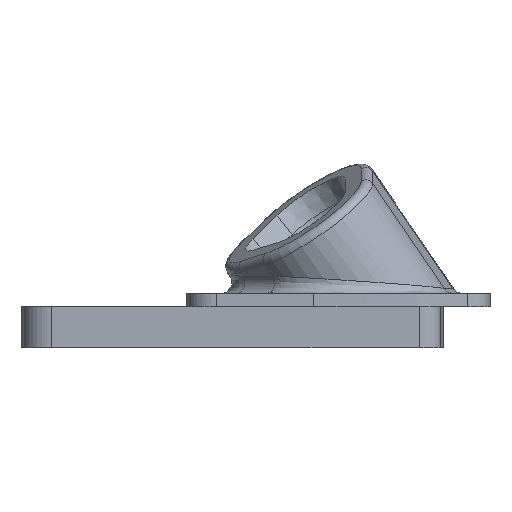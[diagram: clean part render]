
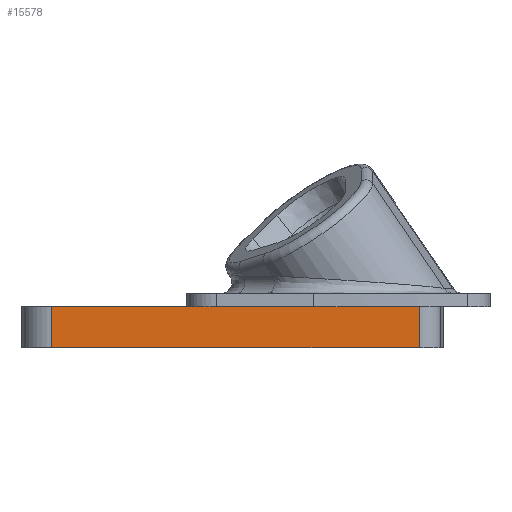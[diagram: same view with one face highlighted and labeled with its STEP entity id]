
A CAD part, left-side view. The second image highlights one B-rep face of the part: STEP entity #15578.
In plain terms, the highlighted planar face has unit normal (-1, 0, 0).
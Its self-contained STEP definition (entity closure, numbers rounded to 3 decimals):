
#6749 = PLANE('',#6750);
#6750 = AXIS2_PLACEMENT_3D('',#6751,#6752,#6753);
#6751 = CARTESIAN_POINT('',(0.,0.,-1.6));
#6752 = DIRECTION('',(0.,0.,1.));
#6753 = DIRECTION('',(1.,0.,0.));
#7212 = VERTEX_POINT('',#7213);
#7213 = CARTESIAN_POINT('',(-72.8,18.4,-1.6));
#7227 = PLANE('',#7228);
#7228 = AXIS2_PLACEMENT_3D('',#7229,#7230,#7231);
#7229 = CARTESIAN_POINT('',(0.,12.8,-1.6));
#7230 = DIRECTION('',(0.,0.,-1.));
#7231 = DIRECTION('',(-1.,0.,0.));
#12049 = EDGE_CURVE('',#7212,#12050,#12052,.T.);
#12050 = VERTEX_POINT('',#12051);
#12051 = CARTESIAN_POINT('',(-72.8,-9.8,-1.6));
#12052 = SURFACE_CURVE('',#12053,(#12057,#12064),.PCURVE_S1.);
#12053 = LINE('',#12054,#12055);
#12054 = CARTESIAN_POINT('',(-72.8,-4.9,-1.6));
#12055 = VECTOR('',#12056,1.);
#12056 = DIRECTION('',(0.,-1.,0.));
#12057 = PCURVE('',#6749,#12058);
#12058 = DEFINITIONAL_REPRESENTATION('',(#12059),#12063);
#12059 = LINE('',#12060,#12061);
#12060 = CARTESIAN_POINT('',(-72.8,-4.9));
#12061 = VECTOR('',#12062,1.);
#12062 = DIRECTION('',(0.,-1.));
#12063 = ( GEOMETRIC_REPRESENTATION_CONTEXT(2) 
PARAMETRIC_REPRESENTATION_CONTEXT() REPRESENTATION_CONTEXT('2D SPACE',''
  ) );
#12064 = PCURVE('',#12065,#12070);
#12065 = PLANE('',#12066);
#12066 = AXIS2_PLACEMENT_3D('',#12067,#12068,#12069);
#12067 = CARTESIAN_POINT('',(-72.8,-9.8,-1.6));
#12068 = DIRECTION('',(-1.,0.,0.));
#12069 = DIRECTION('',(0.,1.,0.));
#12070 = DEFINITIONAL_REPRESENTATION('',(#12071),#12075);
#12071 = LINE('',#12072,#12073);
#12072 = CARTESIAN_POINT('',(4.9,0.));
#12073 = VECTOR('',#12074,1.);
#12074 = DIRECTION('',(-1.,0.));
#12075 = ( GEOMETRIC_REPRESENTATION_CONTEXT(2) 
PARAMETRIC_REPRESENTATION_CONTEXT() REPRESENTATION_CONTEXT('2D SPACE',''
  ) );
#12094 = CYLINDRICAL_SURFACE('',#12095,2.6);
#12095 = AXIS2_PLACEMENT_3D('',#12096,#12097,#12098);
#12096 = CARTESIAN_POINT('',(-70.2,-9.8,-1.6));
#12097 = DIRECTION('',(0.,0.,-1.));
#12098 = DIRECTION('',(0.,-1.,0.));
#12620 = VERTEX_POINT('',#12621);
#12621 = CARTESIAN_POINT('',(-72.8,34.8,-1.6));
#12636 = CYLINDRICAL_SURFACE('',#12637,3.6);
#12637 = AXIS2_PLACEMENT_3D('',#12638,#12639,#12640);
#12638 = CARTESIAN_POINT('',(-69.2,34.8,-1.6));
#12639 = DIRECTION('',(0.,0.,-1.));
#12640 = DIRECTION('',(-1.,0.,0.));
#12648 = EDGE_CURVE('',#7212,#12620,#12649,.T.);
#12649 = SURFACE_CURVE('',#12650,(#12654,#12661),.PCURVE_S1.);
#12650 = LINE('',#12651,#12652);
#12651 = CARTESIAN_POINT('',(-72.8,-9.8,-1.6));
#12652 = VECTOR('',#12653,1.);
#12653 = DIRECTION('',(0.,1.,0.));
#12654 = PCURVE('',#7227,#12655);
#12655 = DEFINITIONAL_REPRESENTATION('',(#12656),#12660);
#12656 = LINE('',#12657,#12658);
#12657 = CARTESIAN_POINT('',(72.8,-22.6));
#12658 = VECTOR('',#12659,1.);
#12659 = DIRECTION('',(0.,1.));
#12660 = ( GEOMETRIC_REPRESENTATION_CONTEXT(2) 
PARAMETRIC_REPRESENTATION_CONTEXT() REPRESENTATION_CONTEXT('2D SPACE',''
  ) );
#12661 = PCURVE('',#12065,#12662);
#12662 = DEFINITIONAL_REPRESENTATION('',(#12663),#12667);
#12663 = LINE('',#12664,#12665);
#12664 = CARTESIAN_POINT('',(0.,0.));
#12665 = VECTOR('',#12666,1.);
#12666 = DIRECTION('',(1.,0.));
#12667 = ( GEOMETRIC_REPRESENTATION_CONTEXT(2) 
PARAMETRIC_REPRESENTATION_CONTEXT() REPRESENTATION_CONTEXT('2D SPACE',''
  ) );
#15578 = ADVANCED_FACE('',(#15579),#12065,.T.);
#15579 = FACE_BOUND('',#15580,.T.);
#15580 = EDGE_LOOP('',(#15581,#15582,#15583,#15606,#15634));
#15581 = ORIENTED_EDGE('',*,*,#12049,.F.);
#15582 = ORIENTED_EDGE('',*,*,#12648,.T.);
#15583 = ORIENTED_EDGE('',*,*,#15584,.T.);
#15584 = EDGE_CURVE('',#12620,#15585,#15587,.T.);
#15585 = VERTEX_POINT('',#15586);
#15586 = CARTESIAN_POINT('',(-72.8,34.8,-6.6));
#15587 = SURFACE_CURVE('',#15588,(#15592,#15599),.PCURVE_S1.);
#15588 = LINE('',#15589,#15590);
#15589 = CARTESIAN_POINT('',(-72.8,34.8,-1.6));
#15590 = VECTOR('',#15591,1.);
#15591 = DIRECTION('',(0.,0.,-1.));
#15592 = PCURVE('',#12065,#15593);
#15593 = DEFINITIONAL_REPRESENTATION('',(#15594),#15598);
#15594 = LINE('',#15595,#15596);
#15595 = CARTESIAN_POINT('',(44.6,0.));
#15596 = VECTOR('',#15597,1.);
#15597 = DIRECTION('',(0.,1.));
#15598 = ( GEOMETRIC_REPRESENTATION_CONTEXT(2) 
PARAMETRIC_REPRESENTATION_CONTEXT() REPRESENTATION_CONTEXT('2D SPACE',''
  ) );
#15599 = PCURVE('',#12636,#15600);
#15600 = DEFINITIONAL_REPRESENTATION('',(#15601),#15605);
#15601 = LINE('',#15602,#15603);
#15602 = CARTESIAN_POINT('',(0.,0.));
#15603 = VECTOR('',#15604,1.);
#15604 = DIRECTION('',(0.,1.));
#15605 = ( GEOMETRIC_REPRESENTATION_CONTEXT(2) 
PARAMETRIC_REPRESENTATION_CONTEXT() REPRESENTATION_CONTEXT('2D SPACE',''
  ) );
#15606 = ORIENTED_EDGE('',*,*,#15607,.F.);
#15607 = EDGE_CURVE('',#15608,#15585,#15610,.T.);
#15608 = VERTEX_POINT('',#15609);
#15609 = CARTESIAN_POINT('',(-72.8,-9.8,-6.6));
#15610 = SURFACE_CURVE('',#15611,(#15615,#15622),.PCURVE_S1.);
#15611 = LINE('',#15612,#15613);
#15612 = CARTESIAN_POINT('',(-72.8,-9.8,-6.6));
#15613 = VECTOR('',#15614,1.);
#15614 = DIRECTION('',(0.,1.,0.));
#15615 = PCURVE('',#12065,#15616);
#15616 = DEFINITIONAL_REPRESENTATION('',(#15617),#15621);
#15617 = LINE('',#15618,#15619);
#15618 = CARTESIAN_POINT('',(0.,5.));
#15619 = VECTOR('',#15620,1.);
#15620 = DIRECTION('',(1.,0.));
#15621 = ( GEOMETRIC_REPRESENTATION_CONTEXT(2) 
PARAMETRIC_REPRESENTATION_CONTEXT() REPRESENTATION_CONTEXT('2D SPACE',''
  ) );
#15622 = PCURVE('',#15623,#15628);
#15623 = PLANE('',#15624);
#15624 = AXIS2_PLACEMENT_3D('',#15625,#15626,#15627);
#15625 = CARTESIAN_POINT('',(0.,12.8,-6.6));
#15626 = DIRECTION('',(0.,0.,-1.));
#15627 = DIRECTION('',(-1.,0.,0.));
#15628 = DEFINITIONAL_REPRESENTATION('',(#15629),#15633);
#15629 = LINE('',#15630,#15631);
#15630 = CARTESIAN_POINT('',(72.8,-22.6));
#15631 = VECTOR('',#15632,1.);
#15632 = DIRECTION('',(0.,1.));
#15633 = ( GEOMETRIC_REPRESENTATION_CONTEXT(2) 
PARAMETRIC_REPRESENTATION_CONTEXT() REPRESENTATION_CONTEXT('2D SPACE',''
  ) );
#15634 = ORIENTED_EDGE('',*,*,#15635,.F.);
#15635 = EDGE_CURVE('',#12050,#15608,#15636,.T.);
#15636 = SURFACE_CURVE('',#15637,(#15641,#15648),.PCURVE_S1.);
#15637 = LINE('',#15638,#15639);
#15638 = CARTESIAN_POINT('',(-72.8,-9.8,-1.6));
#15639 = VECTOR('',#15640,1.);
#15640 = DIRECTION('',(0.,0.,-1.));
#15641 = PCURVE('',#12065,#15642);
#15642 = DEFINITIONAL_REPRESENTATION('',(#15643),#15647);
#15643 = LINE('',#15644,#15645);
#15644 = CARTESIAN_POINT('',(0.,0.));
#15645 = VECTOR('',#15646,1.);
#15646 = DIRECTION('',(0.,1.));
#15647 = ( GEOMETRIC_REPRESENTATION_CONTEXT(2) 
PARAMETRIC_REPRESENTATION_CONTEXT() REPRESENTATION_CONTEXT('2D SPACE',''
  ) );
#15648 = PCURVE('',#12094,#15649);
#15649 = DEFINITIONAL_REPRESENTATION('',(#15650),#15654);
#15650 = LINE('',#15651,#15652);
#15651 = CARTESIAN_POINT('',(1.571,0.));
#15652 = VECTOR('',#15653,1.);
#15653 = DIRECTION('',(0.,1.));
#15654 = ( GEOMETRIC_REPRESENTATION_CONTEXT(2) 
PARAMETRIC_REPRESENTATION_CONTEXT() REPRESENTATION_CONTEXT('2D SPACE',''
  ) );
